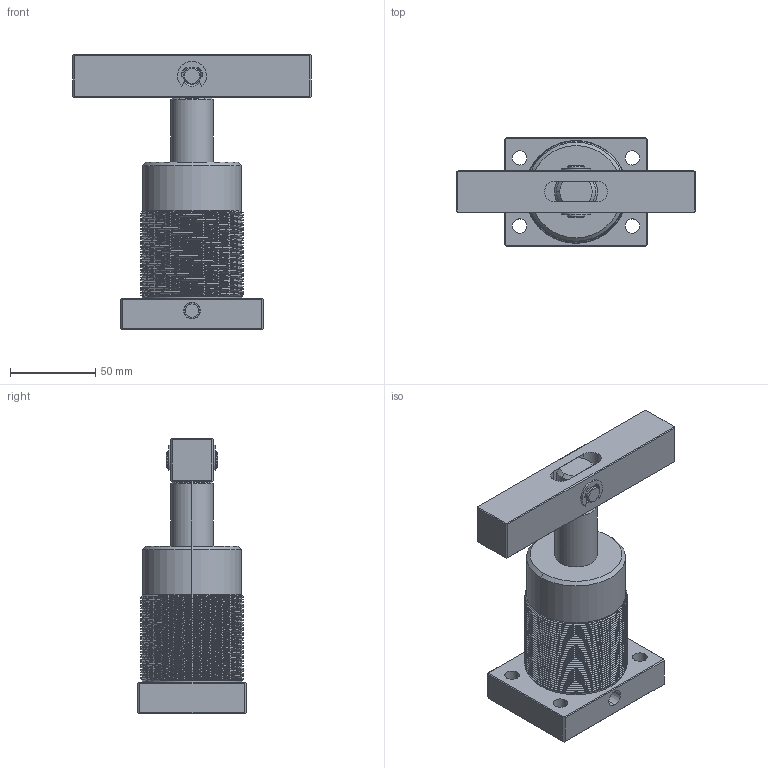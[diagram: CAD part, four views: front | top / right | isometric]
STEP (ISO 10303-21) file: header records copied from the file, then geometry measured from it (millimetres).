
FILE_DESCRIPTION (( 'STEP AP214' ), '1' );
FILE_NAME ('NDS-40B.STEP', '2018-08-27T07:43:10', ( 'Windows' ), ( 'Microsoft' ), 'SwSTEP 2.0', 'SolidWorks 2015', '' );
FILE_SCHEMA (( 'AUTOMOTIVE_DESIGN' ));
Length unit declared in the file: millimetre
Products named in the file (5): 揤旋-40-2; 种粣-40; 縐銅え; NDS-40B掛极; NDS-40B
Assembly tree (5 placements, depth 2):
  NDS-40B
    NDS-40B掛极
    縐銅え  x2
    种粣-40
    揤旋-40-2
Bounding box: 140 x 64 x 161 mm (x, y, z)
Volume: 411464.9 mm3; surface area: 61561.2 mm2
Topology: 5 solids, 5 shells, 231 faces, 602 edges, 391 vertices
Faces by surface type: cylinder 137, plane 68, cone 24, bspline 2
Entity records: 11460 total; most frequent: CARTESIAN_POINT 6460, ORIENTED_EDGE 1084, DIRECTION 954, EDGE_CURVE 542, AXIS2_PLACEMENT_3D 358, VERTEX_POINT 351, LINE 238, VECTOR 238
